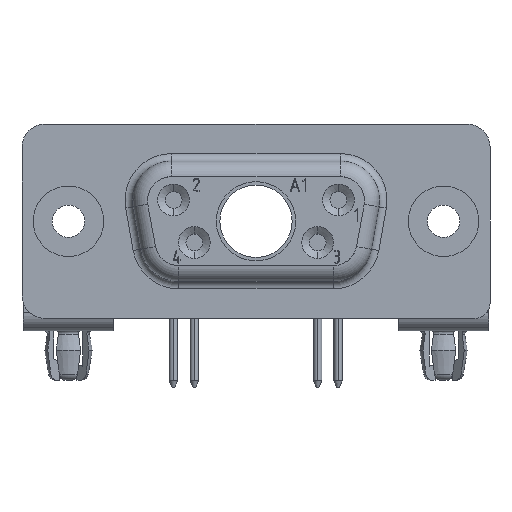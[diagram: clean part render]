
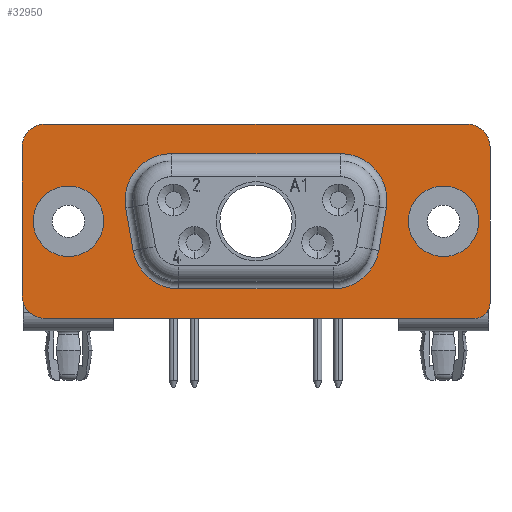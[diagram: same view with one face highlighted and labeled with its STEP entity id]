
A CAD part, front view. The second image highlights one B-rep face of the part: STEP entity #32950.
In plain terms, the highlighted face is planar.
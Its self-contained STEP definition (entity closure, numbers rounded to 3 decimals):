
#3470=CARTESIAN_POINT('',(-210.971,184.932,13.22));
#3480=VERTEX_POINT('',#3470);
#3510=CARTESIAN_POINT('',(0.,184.932,13.22));
#3520=DIRECTION('',(-1.,0.,0.));
#3530=VECTOR('',#3520,1.);
#3540=LINE('',#3510,#3530);
#3550=CARTESIAN_POINT('',(-220.901,184.932,13.22));
#3560=VERTEX_POINT('',#3550);
#3570=EDGE_CURVE('',#3480,#3560,#3540,.T.);
#4690=CARTESIAN_POINT('',(-209.471,186.432,13.22));
#4700=VERTEX_POINT('',#4690);
#4870=CARTESIAN_POINT('',(-209.471,214.622,13.22));
#4880=VERTEX_POINT('',#4870);
#4910=CARTESIAN_POINT('',(-209.471,0.,13.22));
#4920=DIRECTION('',(0.,-1.,0.));
#4930=VECTOR('',#4920,1.);
#4940=LINE('',#4910,#4930);
#4950=EDGE_CURVE('',#4880,#4700,#4940,.T.);
#6100=CARTESIAN_POINT('',(-210.971,186.432,13.22));
#6110=DIRECTION('',(0.,0.,1.));
#6120=DIRECTION('',(1.,0.,0.));
#6130=AXIS2_PLACEMENT_3D('',#6100,#6110,#6120);
#6140=CIRCLE('',#6130,1.5);
#6150=EDGE_CURVE('',#3480,#4700,#6140,.T.);
#19770=CARTESIAN_POINT('',(-220.901,186.432,13.22));
#19780=DIRECTION('',(0.,0.,-1.));
#19790=DIRECTION('',(-1.,0.,0.));
#19800=AXIS2_PLACEMENT_3D('',#19770,#19780,#19790);
#19810=CIRCLE('',#19800,1.5);
#19820=CARTESIAN_POINT('',(-222.401,186.432,13.22));
#19830=VERTEX_POINT('',#19820);
#19840=EDGE_CURVE('',#3560,#19830,#19810,.T.);
#24290=CARTESIAN_POINT('',(-215.936,215.377,13.22));
#24300=VERTEX_POINT('',#24290);
#24330=CARTESIAN_POINT('',(-215.936,213.027,13.22));
#24340=DIRECTION('',(0.,0.,-1.));
#24350=DIRECTION('',(0.,1.,0.));
#24360=AXIS2_PLACEMENT_3D('',#24330,#24340,#24350);
#24370=CIRCLE('',#24360,2.35);
#24380=CARTESIAN_POINT('',(-215.936,210.677,13.22));
#24390=VERTEX_POINT('',#24380);
#24400=EDGE_CURVE('',#24390,#24300,#24370,.T.);
#28050=CARTESIAN_POINT('',(-215.936,190.377,13.22));
#28060=VERTEX_POINT('',#28050);
#28090=CARTESIAN_POINT('',(-215.936,188.027,13.22));
#28100=DIRECTION('',(0.,0.,-1.));
#28110=DIRECTION('',(0.,1.,0.));
#28120=AXIS2_PLACEMENT_3D('',#28090,#28100,#28110);
#28130=CIRCLE('',#28120,2.35);
#28140=CARTESIAN_POINT('',(-215.936,185.677,13.22));
#28150=VERTEX_POINT('',#28140);
#28160=EDGE_CURVE('',#28150,#28060,#28130,.T.);
#31720=CARTESIAN_POINT('',(-216.595,230.102,13.22));
#31730=DIRECTION('',(0.,0.,1.));
#31740=DIRECTION('',(-1.,0.,0.));
#31750=AXIS2_PLACEMENT_3D('',#31720,#31730,#31740);
#31760=PLANE('',#31750);
#31770=CARTESIAN_POINT('',(0.,247.132,13.22));
#31780=DIRECTION('',(0.985,0.174,0.));
#31790=VECTOR('',#31780,1.);
#31800=LINE('',#31770,#31790);
#31810=CARTESIAN_POINT('',(-217.884,208.713,13.22));
#31820=VERTEX_POINT('',#31810);
#31830=CARTESIAN_POINT('',(-215.064,209.21,13.22));
#31840=VERTEX_POINT('',#31830);
#31850=EDGE_CURVE('',#31820,#31840,#31800,.T.);
#31860=ORIENTED_EDGE('',*,*,#31850,.F.);
#31870=CARTESIAN_POINT('',(-214.526,206.157,13.22));
#31880=DIRECTION('',(0.,0.,-1.));
#31890=DIRECTION('',(-1.,0.,0.));
#31900=AXIS2_PLACEMENT_3D('',#31870,#31880,#31890);
#31910=CIRCLE('',#31900,3.1);
#31920=CARTESIAN_POINT('',(-211.426,206.157,13.22));
#31930=VERTEX_POINT('',#31920);
#31940=EDGE_CURVE('',#31840,#31930,#31910,.T.);
#31950=ORIENTED_EDGE('',*,*,#31940,.F.);
#31960=CARTESIAN_POINT('',(-211.426,0.,13.22));
#31970=DIRECTION('',(0.,1.,0.));
#31980=VECTOR('',#31970,1.);
#31990=LINE('',#31960,#31980);
#32000=CARTESIAN_POINT('',(-211.426,194.897,13.22));
#32010=VERTEX_POINT('',#32000);
#32020=EDGE_CURVE('',#32010,#31930,#31990,.T.);
#32030=ORIENTED_EDGE('',*,*,#32020,.T.);
#32040=CARTESIAN_POINT('',(-214.526,194.897,13.22));
#32050=DIRECTION('',(0.,0.,-1.));
#32060=DIRECTION('',(-1.,0.,0.));
#32070=AXIS2_PLACEMENT_3D('',#32040,#32050,#32060);
#32080=CIRCLE('',#32070,3.1);
#32090=CARTESIAN_POINT('',(-215.064,191.844,13.22));
#32100=VERTEX_POINT('',#32090);
#32110=EDGE_CURVE('',#32010,#32100,#32080,.T.);
#32120=ORIENTED_EDGE('',*,*,#32110,.F.);
#32130=CARTESIAN_POINT('',(0.,153.923,13.22));
#32140=DIRECTION('',(-0.985,0.174,0.));
#32150=VECTOR('',#32140,1.);
#32160=LINE('',#32130,#32150);
#32170=CARTESIAN_POINT('',(-217.884,192.342,13.22));
#32180=VERTEX_POINT('',#32170);
#32190=EDGE_CURVE('',#32100,#32180,#32160,.T.);
#32200=ORIENTED_EDGE('',*,*,#32190,.F.);
#32210=CARTESIAN_POINT('',(-217.346,195.395,13.22));
#32220=DIRECTION('',(0.,0.,-1.));
#32230=DIRECTION('',(-1.,0.,0.));
#32240=AXIS2_PLACEMENT_3D('',#32210,#32220,#32230);
#32250=CIRCLE('',#32240,3.1);
#32260=CARTESIAN_POINT('',(-220.446,195.395,13.22));
#32270=VERTEX_POINT('',#32260);
#32280=EDGE_CURVE('',#32180,#32270,#32250,.T.);
#32290=ORIENTED_EDGE('',*,*,#32280,.F.);
#32300=CARTESIAN_POINT('',(-220.446,0.,13.22));
#32310=DIRECTION('',(0.,1.,0.));
#32320=VECTOR('',#32310,1.);
#32330=LINE('',#32300,#32320);
#32340=CARTESIAN_POINT('',(-220.446,205.66,13.22));
#32350=VERTEX_POINT('',#32340);
#32360=EDGE_CURVE('',#32270,#32350,#32330,.T.);
#32370=ORIENTED_EDGE('',*,*,#32360,.F.);
#32380=CARTESIAN_POINT('',(-217.346,205.66,13.22));
#32390=DIRECTION('',(0.,0.,1.));
#32400=DIRECTION('',(1.,0.,0.));
#32410=AXIS2_PLACEMENT_3D('',#32380,#32390,#32400);
#32420=CIRCLE('',#32410,3.1);
#32430=EDGE_CURVE('',#31820,#32350,#32420,.T.);
#32440=ORIENTED_EDGE('',*,*,#32430,.T.);
#32450=EDGE_LOOP('',(#32440,#32370,#32290,#32200,#32120,#32030,#31950,
#31860));
#32460=FACE_BOUND('',#32450,.T.);
#32470=EDGE_CURVE('',#28060,#28150,#28130,.T.);
#32480=ORIENTED_EDGE('',*,*,#32470,.F.);
#32490=ORIENTED_EDGE('',*,*,#28160,.F.);
#32500=EDGE_LOOP('',(#32490,#32480));
#32510=FACE_BOUND('',#32500,.T.);
#32520=EDGE_CURVE('',#24300,#24390,#24370,.T.);
#32530=ORIENTED_EDGE('',*,*,#32520,.F.);
#32540=ORIENTED_EDGE('',*,*,#24400,.F.);
#32550=EDGE_LOOP('',(#32540,#32530));
#32560=FACE_BOUND('',#32550,.T.);
#32570=ORIENTED_EDGE('',*,*,#19840,.T.);
#32580=ORIENTED_EDGE('',*,*,#3570,.T.);
#32590=ORIENTED_EDGE('',*,*,#6150,.F.);
#32600=ORIENTED_EDGE('',*,*,#4950,.T.);
#32610=CARTESIAN_POINT('',(-210.971,214.622,13.22));
#32620=DIRECTION('',(0.,0.,-1.));
#32630=DIRECTION('',(-1.,0.,0.));
#32640=AXIS2_PLACEMENT_3D('',#32610,#32620,#32630);
#32650=CIRCLE('',#32640,1.5);
#32660=CARTESIAN_POINT('',(-210.971,216.122,13.22));
#32670=VERTEX_POINT('',#32660);
#32680=EDGE_CURVE('',#32670,#4880,#32650,.T.);
#32690=ORIENTED_EDGE('',*,*,#32680,.T.);
#32700=CARTESIAN_POINT('',(0.,216.122,13.22));
#32710=DIRECTION('',(1.,0.,0.));
#32720=VECTOR('',#32710,1.);
#32730=LINE('',#32700,#32720);
#32740=CARTESIAN_POINT('',(-221.401,216.122,13.22));
#32750=VERTEX_POINT('',#32740);
#32760=EDGE_CURVE('',#32750,#32670,#32730,.T.);
#32770=ORIENTED_EDGE('',*,*,#32760,.T.);
#32780=CARTESIAN_POINT('',(-221.401,215.122,13.22));
#32790=DIRECTION('',(0.,0.,1.));
#32800=DIRECTION('',(1.,0.,0.));
#32810=AXIS2_PLACEMENT_3D('',#32780,#32790,#32800);
#32820=CIRCLE('',#32810,1.);
#32830=CARTESIAN_POINT('',(-222.401,215.122,13.22));
#32840=VERTEX_POINT('',#32830);
#32850=EDGE_CURVE('',#32750,#32840,#32820,.T.);
#32860=ORIENTED_EDGE('',*,*,#32850,.F.);
#32870=CARTESIAN_POINT('',(-222.401,0.,13.22));
#32880=DIRECTION('',(0.,-1.,0.));
#32890=VECTOR('',#32880,1.);
#32900=LINE('',#32870,#32890);
#32910=EDGE_CURVE('',#32840,#19830,#32900,.T.);
#32920=ORIENTED_EDGE('',*,*,#32910,.F.);
#32930=EDGE_LOOP('',(#32920,#32860,#32770,#32690,#32600,#32590,#32580,
#32570));
#32940=FACE_OUTER_BOUND('',#32930,.T.);
#32950=ADVANCED_FACE('',(#32460,#32510,#32560,#32940),#31760,.F.);
